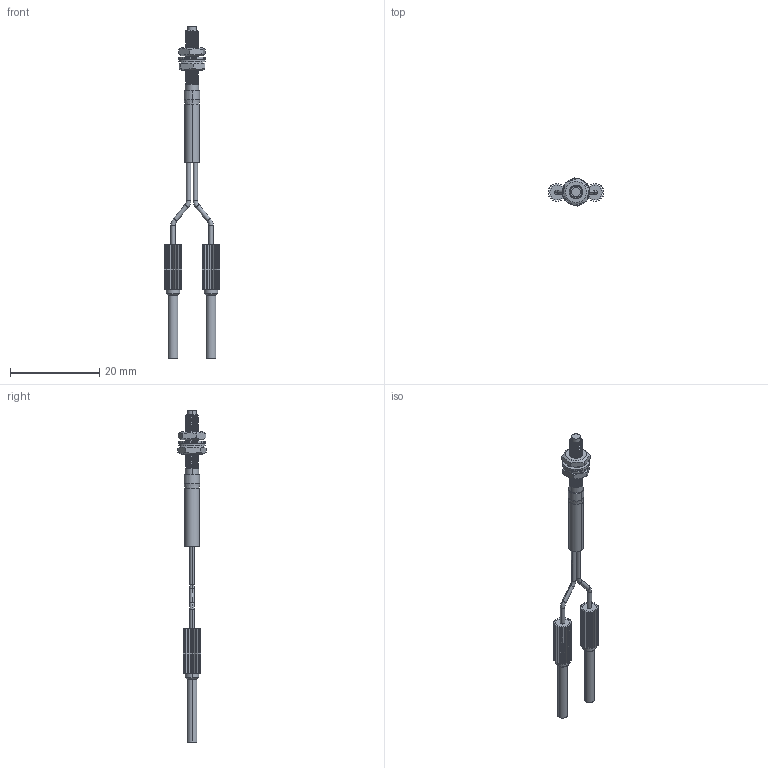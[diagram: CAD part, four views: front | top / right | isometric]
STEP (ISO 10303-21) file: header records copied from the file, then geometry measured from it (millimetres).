
FILE_DESCRIPTION((''),'2;1');
FILE_NAME('PD-E32-I_ASM','2022-04-02T',('EDY'),(''),'CREO PARAMETRIC BY PTC INC, 2018070','CREO PARAMETRIC BY PTC INC, 2018070','');
FILE_SCHEMA(('CONFIG_CONTROL_DESIGN'));
Length unit declared in the file: millimetre
Products named in the file (6): PD-E32-I-3320; LOCK_WASHERS_INTERNAL_TEETH_GB_; 3_0热缩; HEX_THIN_NUTS-GRADES_AB-CHAMFER; PD-E32-I-26963_ASM; PD-E32-I_ASM
Assembly tree (7 placements, depth 3):
  PD-E32-I_ASM
    PD-E32-I-26963_ASM
      PD-E32-I-3320
      LOCK_WASHERS_INTERNAL_TEETH_GB_  x2
      3_0热缩
      HEX_THIN_NUTS-GRADES_AB-CHAMFER  x2
Bounding box: 12.47 x 6.33 x 74.4 mm (x, y, z)
Volume: 596.2 mm3; surface area: 1822.4 mm2
Topology: 6 solids, 6 shells, 356 faces, 958 edges, 627 vertices
Faces by surface type: cylinder 178, plane 143, cone 24, torus 8, bspline 3
Entity records: 21672 total; most frequent: CARTESIAN_POINT 13840, ORIENTED_EDGE 1650, DIRECTION 1562, EDGE_CURVE 825, AXIS2_PLACEMENT_3D 549, VERTEX_POINT 539, VECTOR 464, LINE 464
